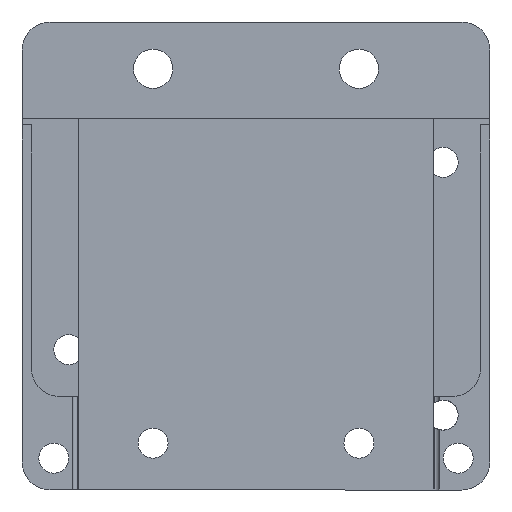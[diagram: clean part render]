
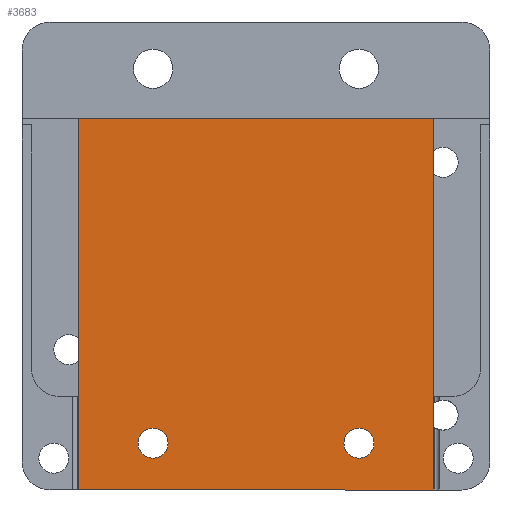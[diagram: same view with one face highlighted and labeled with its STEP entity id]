
A CAD part, front view. The second image highlights one B-rep face of the part: STEP entity #3683.
In plain terms, the highlighted face is planar.
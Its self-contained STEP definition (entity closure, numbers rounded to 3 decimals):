
#65 = VERTEX_POINT ( 'NONE', #1608 ) ;
#115 = CARTESIAN_POINT ( 'NONE',  ( -10.8, 5.5, 7. ) ) ;
#146 = CARTESIAN_POINT ( 'NONE',  ( -10., -5.5, 7. ) ) ;
#200 = CARTESIAN_POINT ( 'NONE',  ( 7.33, 9.5, 7. ) ) ;
#307 = ORIENTED_EDGE ( 'NONE', *, *, #4840, .F. ) ;
#372 = DIRECTION ( 'NONE',  ( 0., 0., -1. ) ) ;
#378 = VECTOR ( 'NONE', #1167, 1000. ) ;
#424 = ORIENTED_EDGE ( 'NONE', *, *, #4156, .F. ) ;
#425 = DIRECTION ( 'NONE',  ( -1., 0., 0. ) ) ;
#459 = AXIS2_PLACEMENT_3D ( 'NONE', #146, #1934, #4192 ) ;
#594 = VECTOR ( 'NONE', #5392, 1000. ) ;
#720 = VERTEX_POINT ( 'NONE', #3933 ) ;
#827 = VERTEX_POINT ( 'NONE', #115 ) ;
#920 = EDGE_CURVE ( 'NONE', #827, #1576, #1213, .T. ) ;
#951 = CARTESIAN_POINT ( 'NONE',  ( -9.2, 5.5, 7. ) ) ;
#1098 = EDGE_LOOP ( 'NONE', ( #1103, #307, #424, #4631 ) ) ;
#1103 = ORIENTED_EDGE ( 'NONE', *, *, #1519, .T. ) ;
#1147 = VERTEX_POINT ( 'NONE', #4037 ) ;
#1167 = DIRECTION ( 'NONE',  ( 0., 1., 0. ) ) ;
#1213 = CIRCLE ( 'NONE', #2792, 0.8 ) ;
#1340 = CARTESIAN_POINT ( 'NONE',  ( -10., 5.5, 7. ) ) ;
#1498 = CARTESIAN_POINT ( 'NONE',  ( -10., 5.5, 7. ) ) ;
#1506 = CARTESIAN_POINT ( 'NONE',  ( 7.33, -9.5, 7. ) ) ;
#1519 = EDGE_CURVE ( 'NONE', #5435, #5170, #3381, .T. ) ;
#1576 = VERTEX_POINT ( 'NONE', #951 ) ;
#1608 = CARTESIAN_POINT ( 'NONE',  ( -9.2, -5.5, 7. ) ) ;
#1748 = DIRECTION ( 'NONE',  ( 0., 0., -1. ) ) ;
#1929 = EDGE_CURVE ( 'NONE', #1576, #827, #5459, .T. ) ;
#1934 = DIRECTION ( 'NONE',  ( 0., 0., -1. ) ) ;
#1951 = CIRCLE ( 'NONE', #4635, 0.8 ) ;
#2030 = CARTESIAN_POINT ( 'NONE',  ( 7.33, 9.5, 7. ) ) ;
#2038 = EDGE_CURVE ( 'NONE', #2980, #65, #2984, .T. ) ;
#2295 = LINE ( 'NONE', #4058, #3273 ) ;
#2332 = ORIENTED_EDGE ( 'NONE', *, *, #2656, .T. ) ;
#2372 = DIRECTION ( 'NONE',  ( 0., 0., -1. ) ) ;
#2573 = FACE_BOUND ( 'NONE', #3047, .T. ) ;
#2609 = DIRECTION ( 'NONE',  ( 0., 1., 0. ) ) ;
#2656 = EDGE_CURVE ( 'NONE', #65, #2980, #1951, .T. ) ;
#2747 = AXIS2_PLACEMENT_3D ( 'NONE', #4769, #1748, #5161 ) ;
#2792 = AXIS2_PLACEMENT_3D ( 'NONE', #1340, #372, #425 ) ;
#2907 = DIRECTION ( 'NONE',  ( 0., 0., -1. ) ) ;
#2948 = CARTESIAN_POINT ( 'NONE',  ( 7.33, 12.5, 7. ) ) ;
#2980 = VERTEX_POINT ( 'NONE', #3063 ) ;
#2984 = CIRCLE ( 'NONE', #459, 0.8 ) ;
#3047 = EDGE_LOOP ( 'NONE', ( #5419, #2332 ) ) ;
#3063 = CARTESIAN_POINT ( 'NONE',  ( -10.8, -5.5, 7. ) ) ;
#3156 = ORIENTED_EDGE ( 'NONE', *, *, #920, .T. ) ;
#3208 = LINE ( 'NONE', #4069, #594 ) ;
#3273 = VECTOR ( 'NONE', #2609, 1000. ) ;
#3381 = LINE ( 'NONE', #2948, #378 ) ;
#3393 = LINE ( 'NONE', #2030, #4674 ) ;
#3513 = FACE_BOUND ( 'NONE', #5413, .T. ) ;
#3650 = ORIENTED_EDGE ( 'NONE', *, *, #1929, .T. ) ;
#3683 = ADVANCED_FACE ( 'NONE', ( #3513, #2573, #3954 ), #4310, .F. ) ;
#3732 = DIRECTION ( 'NONE',  ( -1., 0., 0. ) ) ;
#3772 = CARTESIAN_POINT ( 'NONE',  ( -10., -5.5, 7. ) ) ;
#3933 = CARTESIAN_POINT ( 'NONE',  ( -12.5, -9.5, 7. ) ) ;
#3954 = FACE_OUTER_BOUND ( 'NONE', #1098, .T. ) ;
#3986 = AXIS2_PLACEMENT_3D ( 'NONE', #1498, #2372, #3732 ) ;
#4037 = CARTESIAN_POINT ( 'NONE',  ( -12.5, 9.5, 7. ) ) ;
#4058 = CARTESIAN_POINT ( 'NONE',  ( -12.5, -12.5, 7. ) ) ;
#4069 = CARTESIAN_POINT ( 'NONE',  ( 7.33, -9.5, 7. ) ) ;
#4156 = EDGE_CURVE ( 'NONE', #720, #1147, #2295, .T. ) ;
#4192 = DIRECTION ( 'NONE',  ( -1., 0., 0. ) ) ;
#4310 = PLANE ( 'NONE',  #2747 ) ;
#4608 = DIRECTION ( 'NONE',  ( -1., 0., 0. ) ) ;
#4631 = ORIENTED_EDGE ( 'NONE', *, *, #5011, .F. ) ;
#4635 = AXIS2_PLACEMENT_3D ( 'NONE', #3772, #2907, #4608 ) ;
#4674 = VECTOR ( 'NONE', #5055, 1000. ) ;
#4769 = CARTESIAN_POINT ( 'NONE',  ( 0., 0., 7. ) ) ;
#4840 = EDGE_CURVE ( 'NONE', #1147, #5170, #3393, .T. ) ;
#5011 = EDGE_CURVE ( 'NONE', #5435, #720, #3208, .T. ) ;
#5055 = DIRECTION ( 'NONE',  ( 1., 0., 0. ) ) ;
#5161 = DIRECTION ( 'NONE',  ( -1., 0., 0. ) ) ;
#5170 = VERTEX_POINT ( 'NONE', #200 ) ;
#5392 = DIRECTION ( 'NONE',  ( -1., 0., 0. ) ) ;
#5413 = EDGE_LOOP ( 'NONE', ( #3156, #3650 ) ) ;
#5419 = ORIENTED_EDGE ( 'NONE', *, *, #2038, .T. ) ;
#5435 = VERTEX_POINT ( 'NONE', #1506 ) ;
#5459 = CIRCLE ( 'NONE', #3986, 0.8 ) ;
